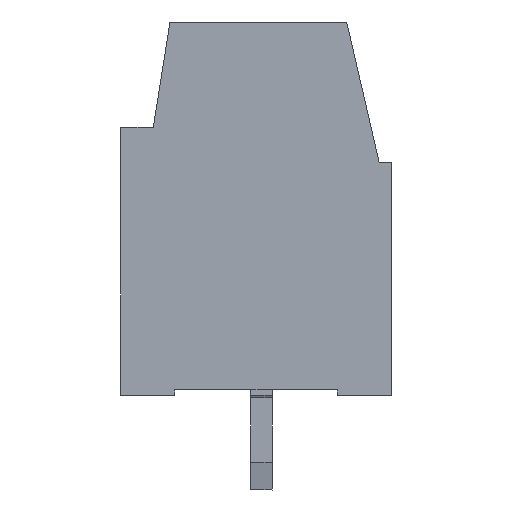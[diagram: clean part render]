
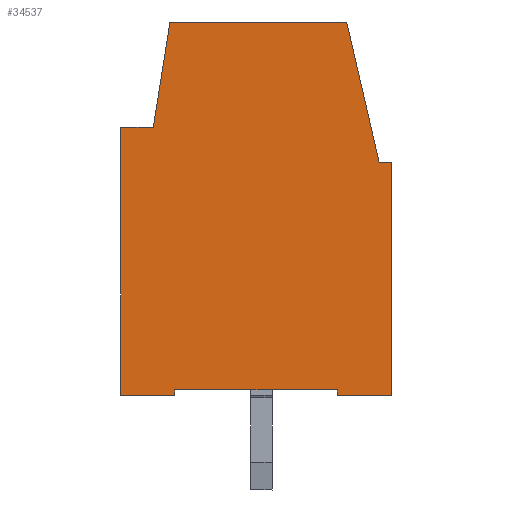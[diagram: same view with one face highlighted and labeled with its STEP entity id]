
A CAD part, left-side view. The second image highlights one B-rep face of the part: STEP entity #34537.
In plain terms, the highlighted planar face has unit normal (-1, 0, 0).
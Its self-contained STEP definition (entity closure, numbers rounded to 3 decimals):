
#34445=AXIS2_PLACEMENT_3D('Plane Axis2P3D',#34442,#34443,#34444) ;
#34053=CARTESIAN_POINT('Vertex',(0.,0.,12.101)) ;
#34056=CARTESIAN_POINT('Line Origine',(0.,0.,7.8)) ;
#34060=CARTESIAN_POINT('Vertex',(0.,0.,3.5)) ;
#34426=CARTESIAN_POINT('Vertex',(0.,0.445,12.1)) ;
#34429=CARTESIAN_POINT('Line Origine',(0.,0.223,12.1)) ;
#34442=CARTESIAN_POINT('Axis2P3D Location',(0.,3.449,14.)) ;
#34447=CARTESIAN_POINT('Line Origine',(0.,1.027,14.623)) ;
#34451=CARTESIAN_POINT('Vertex',(0.,1.609,17.145)) ;
#34454=CARTESIAN_POINT('Line Origine',(0.,1.627,17.223)) ;
#34458=CARTESIAN_POINT('Vertex',(0.,1.645,17.3)) ;
#34461=CARTESIAN_POINT('Line Origine',(0.,4.913,17.3)) ;
#34465=CARTESIAN_POINT('Vertex',(0.,8.181,17.301)) ;
#34468=CARTESIAN_POINT('Line Origine',(0.,8.49,15.351)) ;
#34472=CARTESIAN_POINT('Vertex',(0.,8.799,13.401)) ;
#34475=CARTESIAN_POINT('Line Origine',(0.,9.399,13.401)) ;
#34479=CARTESIAN_POINT('Vertex',(0.,9.999,13.401)) ;
#34482=CARTESIAN_POINT('Line Origine',(0.,10.,8.451)) ;
#34486=CARTESIAN_POINT('Vertex',(0.,10.,3.501)) ;
#34489=CARTESIAN_POINT('Line Origine',(0.,9.,3.501)) ;
#34493=CARTESIAN_POINT('Vertex',(0.,8.,3.501)) ;
#34496=CARTESIAN_POINT('Line Origine',(0.,8.,3.601)) ;
#34500=CARTESIAN_POINT('Vertex',(0.,8.,3.701)) ;
#34503=CARTESIAN_POINT('Line Origine',(0.,5.,3.7)) ;
#34507=CARTESIAN_POINT('Vertex',(0.,2.,3.7)) ;
#34510=CARTESIAN_POINT('Line Origine',(0.,2.,3.6)) ;
#34514=CARTESIAN_POINT('Vertex',(0.,2.,3.5)) ;
#34517=CARTESIAN_POINT('Line Origine',(0.,1.,3.5)) ;
#34057=DIRECTION('Vector Direction',(0.,0.,1.)) ;
#34430=DIRECTION('Vector Direction',(0.,-1.,0.001)) ;
#34443=DIRECTION('Axis2P3D Direction',(1.,0.,0.)) ;
#34444=DIRECTION('Axis2P3D XDirection',(0.,1.,0.)) ;
#34448=DIRECTION('Vector Direction',(0.,0.225,0.974)) ;
#34455=DIRECTION('Vector Direction',(0.,0.225,0.974)) ;
#34462=DIRECTION('Vector Direction',(0.,-1.,0.)) ;
#34469=DIRECTION('Vector Direction',(0.,0.157,-0.988)) ;
#34476=DIRECTION('Vector Direction',(0.,-1.,0.)) ;
#34483=DIRECTION('Vector Direction',(0.,0.,-1.)) ;
#34490=DIRECTION('Vector Direction',(0.,-1.,0.)) ;
#34497=DIRECTION('Vector Direction',(0.,0.,1.)) ;
#34504=DIRECTION('Vector Direction',(0.,-1.,0.)) ;
#34511=DIRECTION('Vector Direction',(0.,0.,-1.)) ;
#34518=DIRECTION('Vector Direction',(0.,-1.,0.)) ;
#34058=VECTOR('Line Direction',#34057,1.) ;
#34431=VECTOR('Line Direction',#34430,1.) ;
#34449=VECTOR('Line Direction',#34448,1.) ;
#34456=VECTOR('Line Direction',#34455,1.) ;
#34463=VECTOR('Line Direction',#34462,1.) ;
#34470=VECTOR('Line Direction',#34469,1.) ;
#34477=VECTOR('Line Direction',#34476,1.) ;
#34484=VECTOR('Line Direction',#34483,1.) ;
#34491=VECTOR('Line Direction',#34490,1.) ;
#34498=VECTOR('Line Direction',#34497,1.) ;
#34505=VECTOR('Line Direction',#34504,1.) ;
#34512=VECTOR('Line Direction',#34511,1.) ;
#34519=VECTOR('Line Direction',#34518,1.) ;
#34523=ORIENTED_EDGE('',*,*,#34062,.T.) ;
#34524=ORIENTED_EDGE('',*,*,#34433,.F.) ;
#34525=ORIENTED_EDGE('',*,*,#34453,.T.) ;
#34526=ORIENTED_EDGE('',*,*,#34460,.T.) ;
#34527=ORIENTED_EDGE('',*,*,#34467,.F.) ;
#34528=ORIENTED_EDGE('',*,*,#34474,.T.) ;
#34529=ORIENTED_EDGE('',*,*,#34481,.F.) ;
#34530=ORIENTED_EDGE('',*,*,#34488,.T.) ;
#34531=ORIENTED_EDGE('',*,*,#34495,.T.) ;
#34532=ORIENTED_EDGE('',*,*,#34502,.T.) ;
#34533=ORIENTED_EDGE('',*,*,#34509,.T.) ;
#34534=ORIENTED_EDGE('',*,*,#34516,.T.) ;
#34535=ORIENTED_EDGE('',*,*,#34521,.T.) ;
#34537=ADVANCED_FACE('COVER',(#34536),#34446,.F.) ;
#34062=EDGE_CURVE('',#34061,#34054,#34059,.T.) ;
#34433=EDGE_CURVE('',#34427,#34054,#34432,.T.) ;
#34453=EDGE_CURVE('',#34427,#34452,#34450,.T.) ;
#34460=EDGE_CURVE('',#34452,#34459,#34457,.T.) ;
#34467=EDGE_CURVE('',#34466,#34459,#34464,.T.) ;
#34474=EDGE_CURVE('',#34466,#34473,#34471,.T.) ;
#34481=EDGE_CURVE('',#34480,#34473,#34478,.T.) ;
#34488=EDGE_CURVE('',#34480,#34487,#34485,.T.) ;
#34495=EDGE_CURVE('',#34487,#34494,#34492,.T.) ;
#34502=EDGE_CURVE('',#34494,#34501,#34499,.T.) ;
#34509=EDGE_CURVE('',#34501,#34508,#34506,.T.) ;
#34516=EDGE_CURVE('',#34508,#34515,#34513,.T.) ;
#34521=EDGE_CURVE('',#34515,#34061,#34520,.T.) ;
#34522=EDGE_LOOP('',(#34523,#34524,#34525,#34526,#34527,#34528,#34529,#34530,#34531,#34532,#34533,#34534,#34535)) ;
#34536=FACE_OUTER_BOUND('',#34522,.T.) ;
#34059=LINE('Line',#34056,#34058) ;
#34432=LINE('Line',#34429,#34431) ;
#34450=LINE('Line',#34447,#34449) ;
#34457=LINE('Line',#34454,#34456) ;
#34464=LINE('Line',#34461,#34463) ;
#34471=LINE('Line',#34468,#34470) ;
#34478=LINE('Line',#34475,#34477) ;
#34485=LINE('Line',#34482,#34484) ;
#34492=LINE('Line',#34489,#34491) ;
#34499=LINE('Line',#34496,#34498) ;
#34506=LINE('Line',#34503,#34505) ;
#34513=LINE('Line',#34510,#34512) ;
#34520=LINE('Line',#34517,#34519) ;
#34446=PLANE('',#34445) ;
#34054=VERTEX_POINT('',#34053) ;
#34061=VERTEX_POINT('',#34060) ;
#34427=VERTEX_POINT('',#34426) ;
#34452=VERTEX_POINT('',#34451) ;
#34459=VERTEX_POINT('',#34458) ;
#34466=VERTEX_POINT('',#34465) ;
#34473=VERTEX_POINT('',#34472) ;
#34480=VERTEX_POINT('',#34479) ;
#34487=VERTEX_POINT('',#34486) ;
#34494=VERTEX_POINT('',#34493) ;
#34501=VERTEX_POINT('',#34500) ;
#34508=VERTEX_POINT('',#34507) ;
#34515=VERTEX_POINT('',#34514) ;
